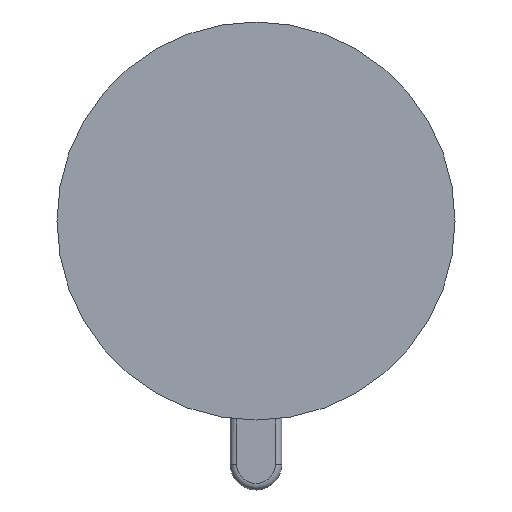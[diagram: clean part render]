
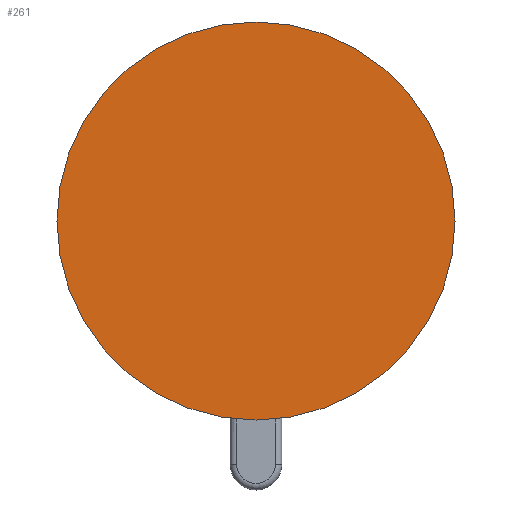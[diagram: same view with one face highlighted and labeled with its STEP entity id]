
A CAD part, front view. The second image highlights one B-rep face of the part: STEP entity #261.
In plain terms, the highlighted planar face has unit normal (0, -1, 0).
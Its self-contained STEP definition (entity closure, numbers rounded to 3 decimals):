
#168=CARTESIAN_POINT('Vertex',(92.5,12.5,0.)) ;
#171=CARTESIAN_POINT('Axis2P3D Location',(0.,12.5,0.)) ;
#175=CARTESIAN_POINT('Vertex',(-92.5,12.5,0.)) ;
#190=CARTESIAN_POINT('Axis2P3D Location',(0.,12.5,0.)) ;
#252=CARTESIAN_POINT('Axis2P3D Location',(0.,12.5,0.)) ;
#172=DIRECTION('Axis2P3D Direction',(0.,1.,-0.)) ;
#191=DIRECTION('Axis2P3D Direction',(0.,1.,-0.)) ;
#253=DIRECTION('Axis2P3D Direction',(0.,1.,-0.)) ;
#254=DIRECTION('Axis2P3D XDirection',(-1.,0.,0.)) ;
#173=AXIS2_PLACEMENT_3D('Circle Axis2P3D',#171,#172,$) ;
#192=AXIS2_PLACEMENT_3D('Circle Axis2P3D',#190,#191,$) ;
#255=AXIS2_PLACEMENT_3D('Plane Axis2P3D',#252,#253,#254) ;
#174=CIRCLE('generated circle',#173,92.5) ;
#193=CIRCLE('generated circle',#192,92.5) ;
#256=PLANE('',#255) ;
#177=EDGE_CURVE('',#176,#169,#174,.F.) ;
#194=EDGE_CURVE('',#169,#176,#193,.F.) ;
#258=ORIENTED_EDGE('',*,*,#177,.T.) ;
#259=ORIENTED_EDGE('',*,*,#194,.T.) ;
#257=EDGE_LOOP('',(#258,#259)) ;
#169=VERTEX_POINT('',#168) ;
#176=VERTEX_POINT('',#175) ;
#261=ADVANCED_FACE('PartBody',(#260),#256,.F.) ;
#260=FACE_OUTER_BOUND('',#257,.T.) ;
